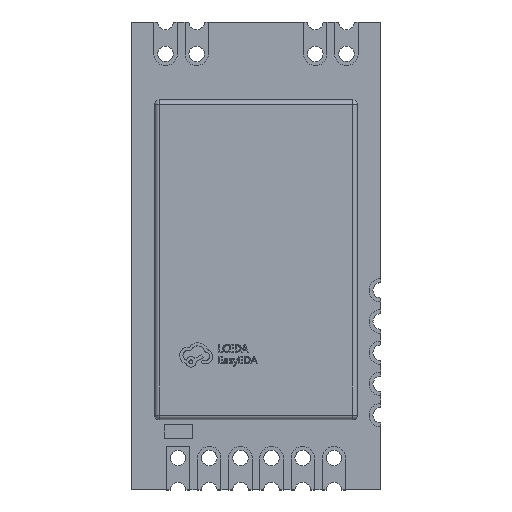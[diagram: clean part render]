
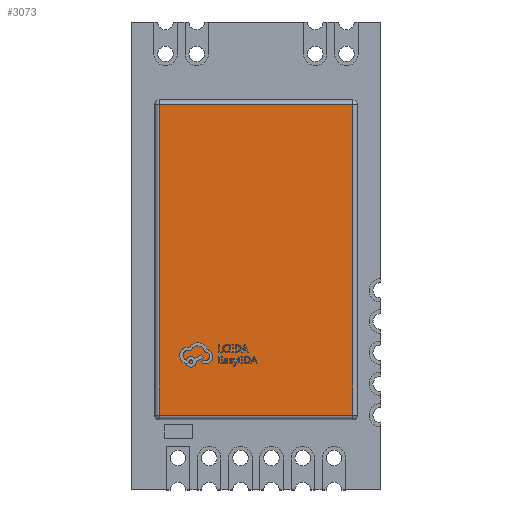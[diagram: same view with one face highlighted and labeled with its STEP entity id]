
A CAD part, top view. The second image highlights one B-rep face of the part: STEP entity #3073.
In plain terms, the highlighted planar face has unit normal (0, 0, 1).
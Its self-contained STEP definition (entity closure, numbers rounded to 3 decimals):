
#175 = DIRECTION ( 'NONE',  ( 1., 0., 0. ) ) ;
#193 = ORIENTED_EDGE ( 'NONE', *, *, #8712, .T. ) ;
#945 = VECTOR ( 'NONE', #3436, 1000. ) ;
#1547 = CARTESIAN_POINT ( 'NONE',  ( -6.2, 9.7, 3.1 ) ) ;
#2069 = EDGE_LOOP ( 'NONE', ( #4653, #6959, #15542, #193 ) ) ;
#2440 = DIRECTION ( 'NONE',  ( 1., 0., 0. ) ) ;
#3073 = ADVANCED_FACE ( 'NONE', ( #9102 ), #21453, .T. ) ;
#3436 = DIRECTION ( 'NONE',  ( -1., 0., 0. ) ) ;
#4495 = AXIS2_PLACEMENT_3D ( 'NONE', #18689, #4522, #2440 ) ;
#4522 = DIRECTION ( 'NONE',  ( 0., 0., 1. ) ) ;
#4653 = ORIENTED_EDGE ( 'NONE', *, *, #16714, .T. ) ;
#5862 = VERTEX_POINT ( 'NONE', #18083 ) ;
#5917 = VERTEX_POINT ( 'NONE', #20611 ) ;
#6291 = VERTEX_POINT ( 'NONE', #1547 ) ;
#6692 = VECTOR ( 'NONE', #10535, 1000. ) ;
#6959 = ORIENTED_EDGE ( 'NONE', *, *, #9968, .T. ) ;
#7419 = DIRECTION ( 'NONE',  ( 0., 1., 0. ) ) ;
#7912 = CARTESIAN_POINT ( 'NONE',  ( -6.2, -10.2, 3.1 ) ) ;
#8360 = LINE ( 'NONE', #12154, #945 ) ;
#8712 = EDGE_CURVE ( 'NONE', #5917, #6291, #8360, .T. ) ;
#9102 = FACE_OUTER_BOUND ( 'NONE', #2069, .T. ) ;
#9197 = CARTESIAN_POINT ( 'NONE',  ( 6.2, 10., 3.1 ) ) ;
#9968 = EDGE_CURVE ( 'NONE', #13254, #5862, #12719, .T. ) ;
#10421 = LINE ( 'NONE', #20899, #6692 ) ;
#10535 = DIRECTION ( 'NONE',  ( 0., -1., 0. ) ) ;
#12154 = CARTESIAN_POINT ( 'NONE',  ( -6.5, 9.7, 3.1 ) ) ;
#12577 = VECTOR ( 'NONE', #175, 1000. ) ;
#12719 = LINE ( 'NONE', #16070, #12577 ) ;
#13254 = VERTEX_POINT ( 'NONE', #7912 ) ;
#15542 = ORIENTED_EDGE ( 'NONE', *, *, #21741, .T. ) ;
#16070 = CARTESIAN_POINT ( 'NONE',  ( 6.5, -10.2, 3.1 ) ) ;
#16714 = EDGE_CURVE ( 'NONE', #6291, #13254, #10421, .T. ) ;
#18083 = CARTESIAN_POINT ( 'NONE',  ( 6.2, -10.2, 3.1 ) ) ;
#18689 = CARTESIAN_POINT ( 'NONE',  ( 0., 0., 3.1 ) ) ;
#19431 = VECTOR ( 'NONE', #7419, 1000. ) ;
#20611 = CARTESIAN_POINT ( 'NONE',  ( 6.2, 9.7, 3.1 ) ) ;
#20899 = CARTESIAN_POINT ( 'NONE',  ( -6.2, -10.5, 3.1 ) ) ;
#21415 = LINE ( 'NONE', #9197, #19431 ) ;
#21453 = PLANE ( 'NONE',  #4495 ) ;
#21741 = EDGE_CURVE ( 'NONE', #5862, #5917, #21415, .T. ) ;
